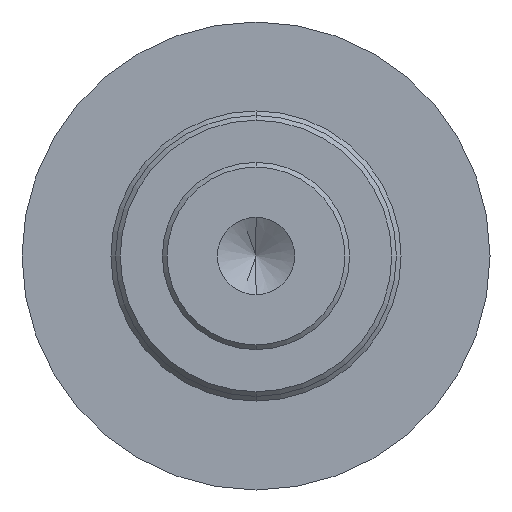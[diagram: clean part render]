
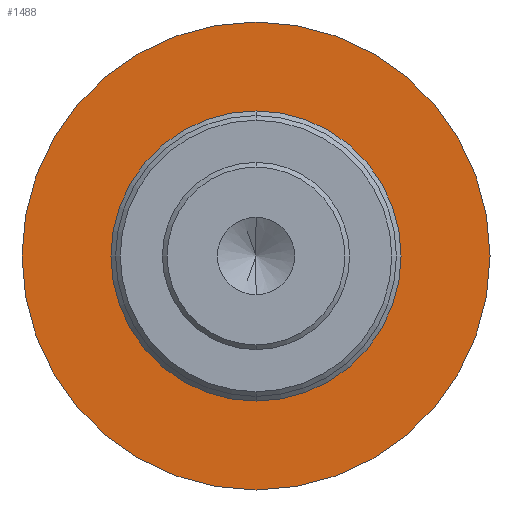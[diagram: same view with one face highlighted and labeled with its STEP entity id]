
A CAD part, front view. The second image highlights one B-rep face of the part: STEP entity #1488.
In plain terms, the highlighted planar face has unit normal (0, -1, 0).
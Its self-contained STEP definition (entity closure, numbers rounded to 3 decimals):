
#20 = DIRECTION ( 'NONE',  ( 0., 0., 1. ) ) ;
#162 = DIRECTION ( 'NONE',  ( 0., 0., 1. ) ) ;
#168 = CIRCLE ( 'NONE', #1307, 10. ) ;
#175 = ORIENTED_EDGE ( 'NONE', *, *, #862, .F. ) ;
#225 = AXIS2_PLACEMENT_3D ( 'NONE', #1501, #268, #162 ) ;
#229 = PLANE ( 'NONE',  #1023 ) ;
#262 = CARTESIAN_POINT ( 'NONE',  ( 0., 13.5, 0. ) ) ;
#268 = DIRECTION ( 'NONE',  ( 0., 1., 0. ) ) ;
#324 = FACE_OUTER_BOUND ( 'NONE', #1458, .T. ) ;
#330 = CARTESIAN_POINT ( 'NONE',  ( 0., 13.5, 0. ) ) ;
#336 = EDGE_CURVE ( 'NONE', #1080, #1133, #676, .T. ) ;
#453 = CARTESIAN_POINT ( 'NONE',  ( 6., 13.5, 0. ) ) ;
#485 = AXIS2_PLACEMENT_3D ( 'NONE', #262, #727, #20 ) ;
#505 = ORIENTED_EDGE ( 'NONE', *, *, #1019, .T. ) ;
#506 = CARTESIAN_POINT ( 'NONE',  ( 0., 13.5, 10. ) ) ;
#536 = AXIS2_PLACEMENT_3D ( 'NONE', #1550, #940, #614 ) ;
#572 = DIRECTION ( 'NONE',  ( 0., 1., 0. ) ) ;
#614 = DIRECTION ( 'NONE',  ( 0., 0., 1. ) ) ;
#666 = DIRECTION ( 'NONE',  ( 0., 1., 0. ) ) ;
#676 = CIRCLE ( 'NONE', #225, 10. ) ;
#684 = DIRECTION ( 'NONE',  ( 0., 0., 1. ) ) ;
#727 = DIRECTION ( 'NONE',  ( 0., 1., 0. ) ) ;
#813 = DIRECTION ( 'NONE',  ( 0., 0., 1. ) ) ;
#822 = FACE_BOUND ( 'NONE', #1122, .T. ) ;
#844 = CIRCLE ( 'NONE', #536, 6.2 ) ;
#862 = EDGE_CURVE ( 'NONE', #1133, #1080, #168, .T. ) ;
#888 = VERTEX_POINT ( 'NONE', #1014 ) ;
#940 = DIRECTION ( 'NONE',  ( 0., 1., 0. ) ) ;
#963 = EDGE_CURVE ( 'NONE', #888, #1073, #844, .T. ) ;
#1014 = CARTESIAN_POINT ( 'NONE',  ( 0., 13.5, 6.2 ) ) ;
#1018 = CARTESIAN_POINT ( 'NONE',  ( 0., 13.5, -6.2 ) ) ;
#1019 = EDGE_CURVE ( 'NONE', #1073, #888, #1435, .T. ) ;
#1023 = AXIS2_PLACEMENT_3D ( 'NONE', #453, #572, #684 ) ;
#1073 = VERTEX_POINT ( 'NONE', #1018 ) ;
#1080 = VERTEX_POINT ( 'NONE', #506 ) ;
#1122 = EDGE_LOOP ( 'NONE', ( #1427, #505 ) ) ;
#1133 = VERTEX_POINT ( 'NONE', #1388 ) ;
#1307 = AXIS2_PLACEMENT_3D ( 'NONE', #330, #666, #813 ) ;
#1329 = ORIENTED_EDGE ( 'NONE', *, *, #336, .F. ) ;
#1388 = CARTESIAN_POINT ( 'NONE',  ( 0., 13.5, -10. ) ) ;
#1427 = ORIENTED_EDGE ( 'NONE', *, *, #963, .T. ) ;
#1435 = CIRCLE ( 'NONE', #485, 6.2 ) ;
#1458 = EDGE_LOOP ( 'NONE', ( #1329, #175 ) ) ;
#1488 = ADVANCED_FACE ( 'NONE', ( #822, #324 ), #229, .F. ) ;
#1501 = CARTESIAN_POINT ( 'NONE',  ( 0., 13.5, 0. ) ) ;
#1550 = CARTESIAN_POINT ( 'NONE',  ( 0., 13.5, 0. ) ) ;
